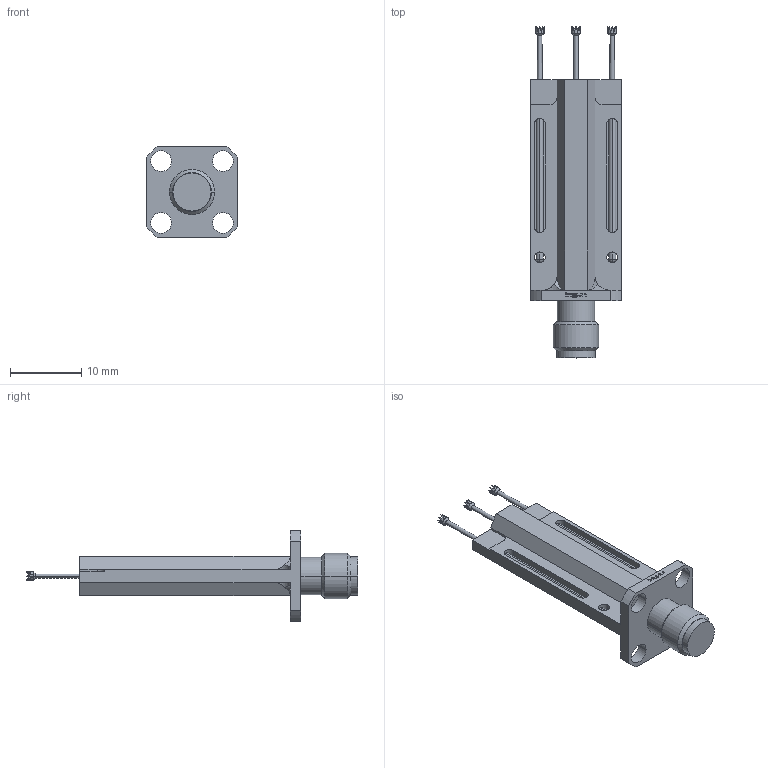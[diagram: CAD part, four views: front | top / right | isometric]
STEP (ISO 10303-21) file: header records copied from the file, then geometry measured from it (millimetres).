
FILE_DESCRIPTION (( 'STEP AP203' ), '1' );
FILE_NAME ('INGUN_HFS-836_288_120_A_xx88_A51F50L.STEP', '2022-05-04T09:56:49', ( 'ochi' ), ( '' ), 'SwSTEP 2.0', 'SolidWorks 2018', '' );
FILE_SCHEMA (( 'CONFIG_CONTROL_DESIGN' ));
Length unit declared in the file: millimetre
Products named in the file (1): INGUN_HFS-836_288_120_A_xx88_A51F50L
Bounding box: 12.7 x 46.5 x 12.7 mm (x, y, z)
Volume: 1513.3 mm3; surface area: 1873.4 mm2
Topology: 1 solids, 1 shells, 254 faces, 608 edges, 377 vertices
Faces by surface type: plane 134, cylinder 66, bspline 22, cone 20, torus 12
Entity records: 7865 total; most frequent: CARTESIAN_POINT 2190, ORIENTED_EDGE 1216, DIRECTION 1062, EDGE_CURVE 608, AXIS2_PLACEMENT_3D 377, VERTEX_POINT 377, VECTOR 308, LINE 308
